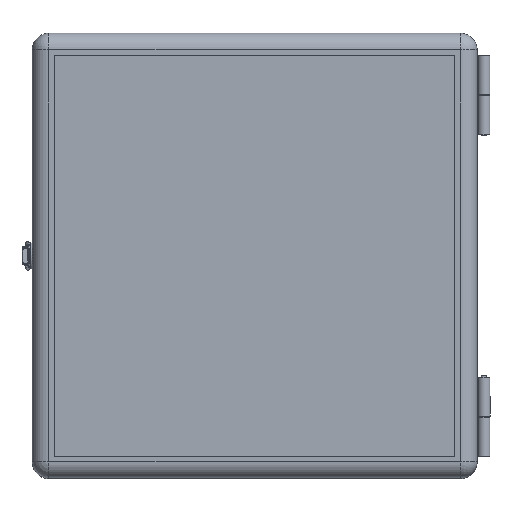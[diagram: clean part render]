
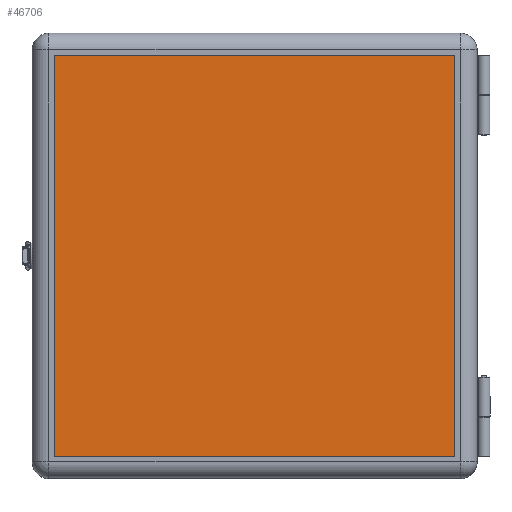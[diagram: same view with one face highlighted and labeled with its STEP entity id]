
A CAD part, top view. The second image highlights one B-rep face of the part: STEP entity #46706.
In plain terms, the highlighted face is planar.
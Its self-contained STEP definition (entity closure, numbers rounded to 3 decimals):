
#6958 = AXIS2_PLACEMENT_3D ( 'NONE', #17201, #17212, #17213 ) ;
#10993 = EDGE_CURVE ( 'NONE', #50684, #50766, #33434, .T. ) ;
#10997 = EDGE_CURVE ( 'NONE', #50894, #50701, #33456, .T. ) ;
#11000 = EDGE_CURVE ( 'NONE', #50766, #50894, #33491, .T. ) ;
#11002 = EDGE_CURVE ( 'NONE', #50701, #50684, #33503, .T. ) ;
#14089 = EDGE_LOOP ( 'NONE', ( #47815, #47816, #47817, #47818 ) ) ;
#17201 = CARTESIAN_POINT ( 'NONE',  ( -183.5, -183.5, 0. ) ) ;
#17209 = FACE_OUTER_BOUND ( 'NONE', #14089, .T. ) ;
#17210 = PLANE ( 'NONE',  #6958 ) ;
#17212 = DIRECTION ( 'NONE',  ( 0., 0., 1. ) ) ;
#17213 = DIRECTION ( 'NONE',  ( 1., 0., 0. ) ) ;
#24776 = CARTESIAN_POINT ( 'NONE',  ( -180., 180., 0. ) ) ;
#24793 = CARTESIAN_POINT ( 'NONE',  ( 180., 180., 0. ) ) ;
#24858 = CARTESIAN_POINT ( 'NONE',  ( -180., -180., 0. ) ) ;
#24986 = CARTESIAN_POINT ( 'NONE',  ( 180., -180., 0. ) ) ;
#33434 = LINE ( 'NONE', #33454, #35441 ) ;
#33454 = CARTESIAN_POINT ( 'NONE',  ( -180., -183.5, 0. ) ) ;
#33456 = LINE ( 'NONE', #33475, #35449 ) ;
#33457 = DIRECTION ( 'NONE',  ( 0., -1., 0. ) ) ;
#33475 = CARTESIAN_POINT ( 'NONE',  ( 180., -183.5, 0. ) ) ;
#33478 = DIRECTION ( 'NONE',  ( 0., 1., 0. ) ) ;
#33491 = LINE ( 'NONE', #33495, #35457 ) ;
#33495 = CARTESIAN_POINT ( 'NONE',  ( -183.5, -180., 0. ) ) ;
#33497 = DIRECTION ( 'NONE',  ( 1., 0., 0. ) ) ;
#33503 = LINE ( 'NONE', #33506, #35461 ) ;
#33506 = CARTESIAN_POINT ( 'NONE',  ( -183.5, 180., 0. ) ) ;
#33508 = DIRECTION ( 'NONE',  ( -1., 0., 0. ) ) ;
#35441 = VECTOR ( 'NONE', #33457, 1000. ) ;
#35449 = VECTOR ( 'NONE', #33478, 1000. ) ;
#35457 = VECTOR ( 'NONE', #33497, 1000. ) ;
#35461 = VECTOR ( 'NONE', #33508, 1000. ) ;
#46706 = ADVANCED_FACE ( 'NONE', ( #17209 ), #17210, .F. ) ;
#47815 = ORIENTED_EDGE ( 'NONE', *, *, #11000, .F. ) ;
#47816 = ORIENTED_EDGE ( 'NONE', *, *, #10993, .F. ) ;
#47817 = ORIENTED_EDGE ( 'NONE', *, *, #11002, .F. ) ;
#47818 = ORIENTED_EDGE ( 'NONE', *, *, #10997, .F. ) ;
#50684 = VERTEX_POINT ( 'NONE', #24776 ) ;
#50701 = VERTEX_POINT ( 'NONE', #24793 ) ;
#50766 = VERTEX_POINT ( 'NONE', #24858 ) ;
#50894 = VERTEX_POINT ( 'NONE', #24986 ) ;
